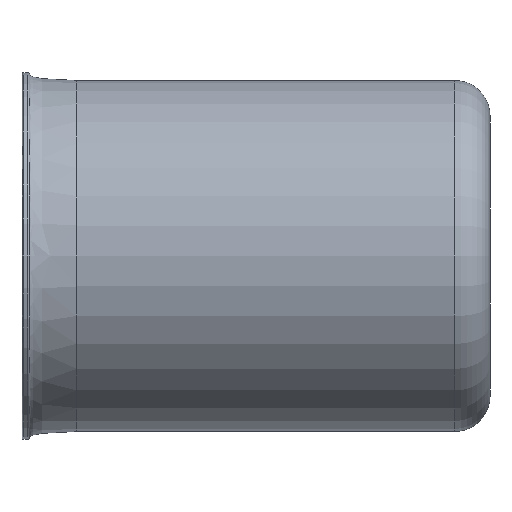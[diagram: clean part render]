
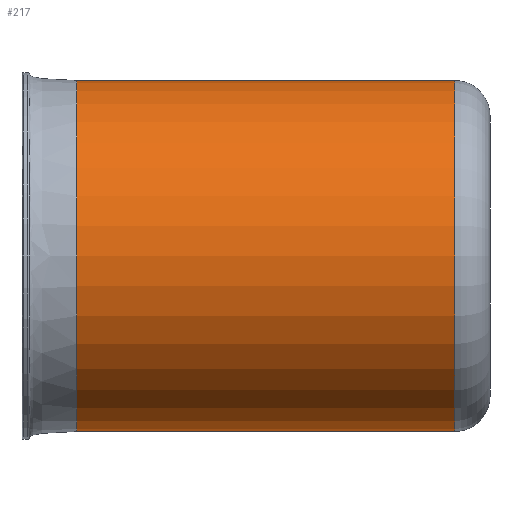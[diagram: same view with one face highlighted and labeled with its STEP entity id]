
A CAD part, left-side view. The second image highlights one B-rep face of the part: STEP entity #217.
In plain terms, the highlighted cylindrical face has radius 45 mm (diameter 90 mm), a full revolution.
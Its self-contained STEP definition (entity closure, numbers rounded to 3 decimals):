
#19=LINE('',#478,#22);
#22=VECTOR('',#353,45.);
#25=CYLINDRICAL_SURFACE('',#274,45.);
#40=FACE_OUTER_BOUND('',#51,.T.);
#51=EDGE_LOOP('',(#198,#199,#200,#201,#202,#203,#204));
#52=CIRCLE('',#238,45.);
#53=CIRCLE('',#239,45.);
#76=CIRCLE('',#270,45.);
#77=CIRCLE('',#271,45.);
#79=CIRCLE('',#273,45.);
#83=VERTEX_POINT('',#383);
#84=VERTEX_POINT('',#387);
#103=VERTEX_POINT('',#470);
#104=VERTEX_POINT('',#471);
#105=VERTEX_POINT('',#473);
#107=EDGE_CURVE('',#83,#84,#52,.T.);
#108=EDGE_CURVE('',#84,#83,#53,.T.);
#134=EDGE_CURVE('',#103,#104,#76,.T.);
#135=EDGE_CURVE('',#105,#103,#77,.T.);
#137=EDGE_CURVE('',#104,#105,#79,.T.);
#138=EDGE_CURVE('',#84,#104,#19,.T.);
#198=ORIENTED_EDGE('',*,*,#107,.F.);
#199=ORIENTED_EDGE('',*,*,#108,.F.);
#200=ORIENTED_EDGE('',*,*,#138,.T.);
#201=ORIENTED_EDGE('',*,*,#137,.T.);
#202=ORIENTED_EDGE('',*,*,#135,.T.);
#203=ORIENTED_EDGE('',*,*,#134,.T.);
#204=ORIENTED_EDGE('',*,*,#138,.F.);
#217=ADVANCED_FACE('',(#40),#25,.T.);
#238=AXIS2_PLACEMENT_3D('',#388,#277,#278);
#239=AXIS2_PLACEMENT_3D('',#389,#279,#280);
#270=AXIS2_PLACEMENT_3D('',#472,#343,#344);
#271=AXIS2_PLACEMENT_3D('',#474,#345,#346);
#273=AXIS2_PLACEMENT_3D('',#476,#349,#350);
#274=AXIS2_PLACEMENT_3D('',#477,#351,#352);
#277=DIRECTION('center_axis',(0.,1.,0.));
#278=DIRECTION('ref_axis',(1.,0.,0.));
#279=DIRECTION('center_axis',(0.,1.,0.));
#280=DIRECTION('ref_axis',(1.,0.,0.));
#343=DIRECTION('center_axis',(0.,1.,0.));
#344=DIRECTION('ref_axis',(1.,0.,0.));
#345=DIRECTION('center_axis',(0.,1.,0.));
#346=DIRECTION('ref_axis',(1.,0.,0.));
#349=DIRECTION('center_axis',(0.,1.,0.));
#350=DIRECTION('ref_axis',(1.,0.,0.));
#351=DIRECTION('center_axis',(0.,1.,0.));
#352=DIRECTION('ref_axis',(-1.,0.,0.));
#353=DIRECTION('',(0.,-1.,0.));
#383=CARTESIAN_POINT('',(-45.,106.,0.));
#387=CARTESIAN_POINT('',(45.,106.,0.));
#388=CARTESIAN_POINT('Origin',(0.,106.,0.));
#389=CARTESIAN_POINT('Origin',(0.,106.,0.));
#470=CARTESIAN_POINT('',(-45.,9.,0.));
#471=CARTESIAN_POINT('',(45.,9.,0.));
#472=CARTESIAN_POINT('Origin',(0.,9.,0.));
#473=CARTESIAN_POINT('',(0.,9.,-45.));
#474=CARTESIAN_POINT('Origin',(0.,9.,0.));
#476=CARTESIAN_POINT('Origin',(0.,9.,0.));
#477=CARTESIAN_POINT('Origin',(0.,57.5,0.));
#478=CARTESIAN_POINT('',(45.,57.5,0.));
